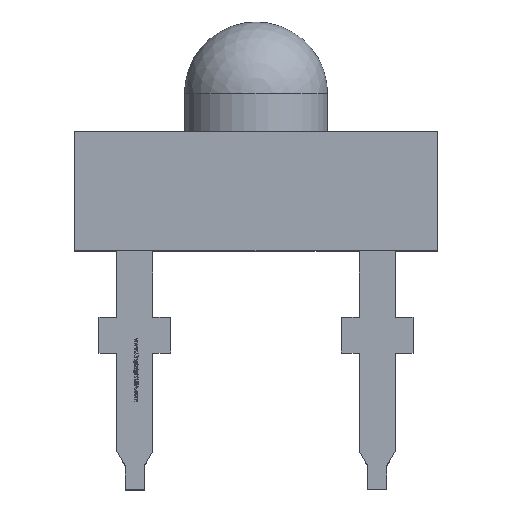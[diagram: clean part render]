
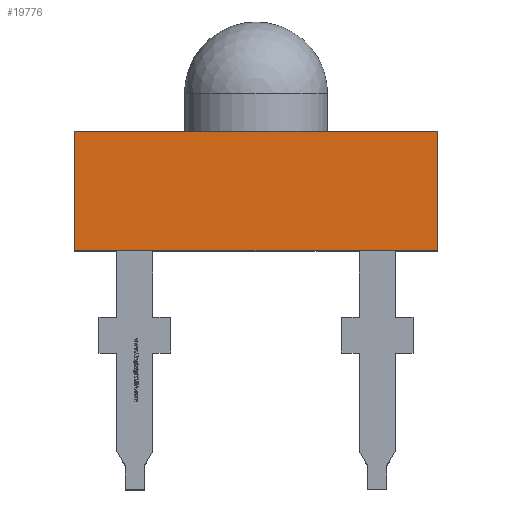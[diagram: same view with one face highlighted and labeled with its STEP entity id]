
A CAD part, top view. The second image highlights one B-rep face of the part: STEP entity #19776.
In plain terms, the highlighted planar face has unit normal (0, 0, 1).
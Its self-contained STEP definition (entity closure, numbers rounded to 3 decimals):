
#856 = EDGE_CURVE ( 'NONE', #14871, #4228, #10109, .T. ) ;
#1486 = VECTOR ( 'NONE', #8669, 1000. ) ;
#2187 = EDGE_CURVE ( 'NONE', #4228, #12272, #19747, .T. ) ;
#2778 = AXIS2_PLACEMENT_3D ( 'NONE', #21559, #14579, #14654 ) ;
#3054 = CARTESIAN_POINT ( 'NONE',  ( -3.8, -6.364, 3.8 ) ) ;
#3331 = CARTESIAN_POINT ( 'NONE',  ( 0., 1.25, 3.8 ) ) ;
#3964 = VECTOR ( 'NONE', #12934, 1000. ) ;
#4228 = VERTEX_POINT ( 'NONE', #17140 ) ;
#4333 = PLANE ( 'NONE',  #2778 ) ;
#6598 = VERTEX_POINT ( 'NONE', #15615 ) ;
#6944 = EDGE_LOOP ( 'NONE', ( #17381, #18528, #17298, #8891 ) ) ;
#8533 = LINE ( 'NONE', #16156, #3964 ) ;
#8669 = DIRECTION ( 'NONE',  ( 1., 0., 0. ) ) ;
#8891 = ORIENTED_EDGE ( 'NONE', *, *, #2187, .F. ) ;
#9200 = VECTOR ( 'NONE', #22162, 1000. ) ;
#10109 = LINE ( 'NONE', #3331, #1486 ) ;
#11800 = EDGE_CURVE ( 'NONE', #6598, #12272, #8533, .T. ) ;
#12179 = VECTOR ( 'NONE', #16899, 1000. ) ;
#12272 = VERTEX_POINT ( 'NONE', #14949 ) ;
#12934 = DIRECTION ( 'NONE',  ( 1., 0., 0. ) ) ;
#14366 = LINE ( 'NONE', #3054, #12179 ) ;
#14579 = DIRECTION ( 'NONE',  ( 0., 0., 1. ) ) ;
#14654 = DIRECTION ( 'NONE',  ( 1., 0., 0. ) ) ;
#14871 = VERTEX_POINT ( 'NONE', #14895 ) ;
#14895 = CARTESIAN_POINT ( 'NONE',  ( -3.8, 1.25, 3.8 ) ) ;
#14949 = CARTESIAN_POINT ( 'NONE',  ( 3.8, -1.25, 3.8 ) ) ;
#15615 = CARTESIAN_POINT ( 'NONE',  ( -3.8, -1.25, 3.8 ) ) ;
#15824 = FACE_OUTER_BOUND ( 'NONE', #6944, .T. ) ;
#16156 = CARTESIAN_POINT ( 'NONE',  ( 0., -1.25, 3.8 ) ) ;
#16899 = DIRECTION ( 'NONE',  ( 0., -1., 0. ) ) ;
#17140 = CARTESIAN_POINT ( 'NONE',  ( 3.8, 1.25, 3.8 ) ) ;
#17298 = ORIENTED_EDGE ( 'NONE', *, *, #11800, .T. ) ;
#17381 = ORIENTED_EDGE ( 'NONE', *, *, #856, .F. ) ;
#18528 = ORIENTED_EDGE ( 'NONE', *, *, #21234, .T. ) ;
#19747 = LINE ( 'NONE', #20714, #9200 ) ;
#19776 = ADVANCED_FACE ( 'NONE', ( #15824 ), #4333, .T. ) ;
#20714 = CARTESIAN_POINT ( 'NONE',  ( 3.8, -6.364, 3.8 ) ) ;
#21234 = EDGE_CURVE ( 'NONE', #14871, #6598, #14366, .T. ) ;
#21559 = CARTESIAN_POINT ( 'NONE',  ( 0., -6.364, 3.8 ) ) ;
#22162 = DIRECTION ( 'NONE',  ( 0., -1., 0. ) ) ;
